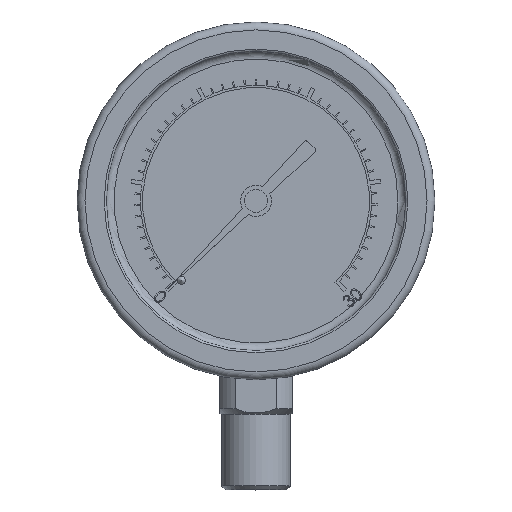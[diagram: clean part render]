
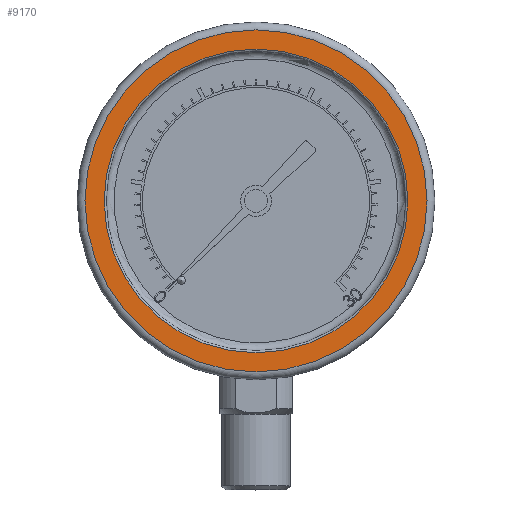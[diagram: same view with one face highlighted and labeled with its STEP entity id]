
A CAD part, top view. The second image highlights one B-rep face of the part: STEP entity #9170.
In plain terms, the highlighted planar face has unit normal (0, 0, 1).
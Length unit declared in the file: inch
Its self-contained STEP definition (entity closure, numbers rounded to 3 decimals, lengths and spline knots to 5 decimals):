
#274 = CARTESIAN_POINT ( 'NONE',  ( 1.151, 0., 0. ) ) ;
#378 = CIRCLE ( 'NONE', #11467, 1.2965 ) ;
#1506 = EDGE_CURVE ( 'NONE', #7365, #7365, #378, .T. ) ;
#2047 = DIRECTION ( 'NONE',  ( 1., 0., 0. ) ) ;
#3772 = CARTESIAN_POINT ( 'NONE',  ( 0., 0., 0. ) ) ;
#4518 = EDGE_CURVE ( 'NONE', #9803, #9803, #11871, .T. ) ;
#4628 = DIRECTION ( 'NONE',  ( 1., 0., 0. ) ) ;
#4921 = AXIS2_PLACEMENT_3D ( 'NONE', #3772, #8676, #8837 ) ;
#7365 = VERTEX_POINT ( 'NONE', #8599 ) ;
#7739 = EDGE_LOOP ( 'NONE', ( #11592 ) ) ;
#8599 = CARTESIAN_POINT ( 'NONE',  ( 1.2965, 0., 0. ) ) ;
#8676 = DIRECTION ( 'NONE',  ( 0., 0., 1. ) ) ;
#8837 = DIRECTION ( 'NONE',  ( 1., 0., 0. ) ) ;
#9142 = CARTESIAN_POINT ( 'NONE',  ( 0., 0., 0. ) ) ;
#9170 = ADVANCED_FACE ( 'NONE', ( #13830, #12522 ), #9883, .T. ) ;
#9464 = DIRECTION ( 'NONE',  ( 0., 0., -1. ) ) ;
#9803 = VERTEX_POINT ( 'NONE', #274 ) ;
#9883 = PLANE ( 'NONE',  #4921 ) ;
#10844 = AXIS2_PLACEMENT_3D ( 'NONE', #14615, #9464, #4628 ) ;
#11467 = AXIS2_PLACEMENT_3D ( 'NONE', #9142, #11787, #2047 ) ;
#11592 = ORIENTED_EDGE ( 'NONE', *, *, #4518, .T. ) ;
#11787 = DIRECTION ( 'NONE',  ( 0., 0., 1. ) ) ;
#11871 = CIRCLE ( 'NONE', #10844, 1.151 ) ;
#12522 = FACE_OUTER_BOUND ( 'NONE', #13961, .T. ) ;
#13011 = ORIENTED_EDGE ( 'NONE', *, *, #1506, .T. ) ;
#13830 = FACE_BOUND ( 'NONE', #7739, .T. ) ;
#13961 = EDGE_LOOP ( 'NONE', ( #13011 ) ) ;
#14615 = CARTESIAN_POINT ( 'NONE',  ( 0., 0., 0. ) ) ;
